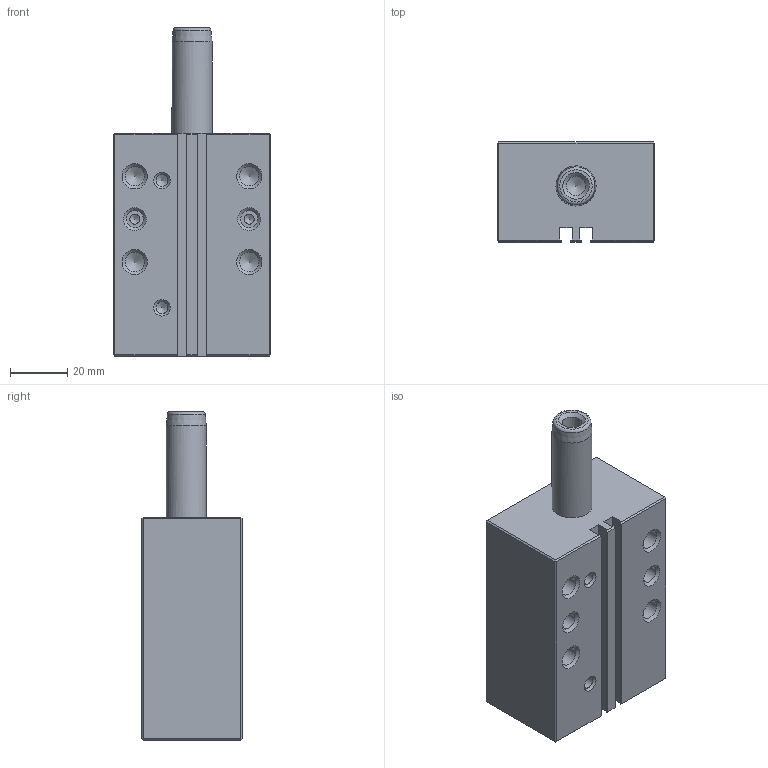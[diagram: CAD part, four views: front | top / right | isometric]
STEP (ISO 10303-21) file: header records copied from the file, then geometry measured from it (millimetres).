
FILE_DESCRIPTION((''),'2;1');
FILE_NAME('SCB_25_TUENKERS.stp','2011-08-16T13:05:05',('wolf'),(''),'Autodesk Inventor 2010','Autodesk Inventor 2010','');
FILE_SCHEMA(('AUTOMOTIVE_DESIGN { 1 0 10303 214 1 1 1 1 }'));
Length unit declared in the file: millimetre
Products named in the file (1): SCB_25_TUENKERS
Bounding box: 55 x 35 x 115 mm (x, y, z)
Volume: 150705.5 mm3; surface area: 28177.1 mm2
Topology: 2 solids, 2 shells, 114 faces, 276 edges, 171 vertices
Faces by surface type: plane 53, cone 39, cylinder 21, torus 1
Full cylindrical faces by diameter (mm): 4.2 x2, 6 x4, 6.8 x13, 14 x2
Entity records: 2767 total; most frequent: DIRECTION 472, CARTESIAN_POINT 421, ORIENTED_EDGE 350, AXIS2_PLACEMENT_3D 182, EDGE_LOOP 180, EDGE_CURVE 175, VERTEX_POINT 131, FACE_OUTER_BOUND 114
